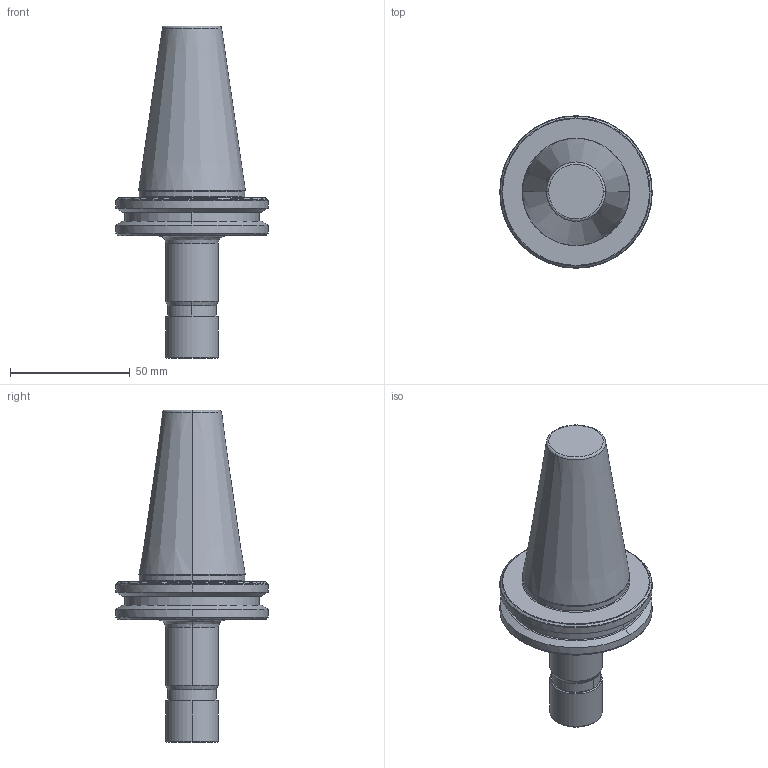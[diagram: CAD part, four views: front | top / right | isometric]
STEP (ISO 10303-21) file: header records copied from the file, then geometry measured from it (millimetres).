
FILE_DESCRIPTION (( 'STEP AP203' ), '1' );
FILE_NAME ('SK40 ER16M 070 AD+B 2.5G 25000 SL.STEP', '2019-04-27T04:06:45', ( '' ), ( '' ), 'SwSTEP 2.0', 'SolidWorks 2014', '' );
FILE_SCHEMA (( 'CONFIG_CONTROL_DESIGN' ));
Length unit declared in the file: millimetre
Products named in the file (1): SK40 ER16M 070 AD+B 2.5G 25000 SL
Bounding box: 63.5 x 63.5 x 138.4 mm (x, y, z)
Volume: 136298.5 mm3; surface area: 20375.6 mm2
Topology: 1 solids, 1 shells, 82 faces, 192 edges, 117 vertices
Faces by surface type: cone 25, bspline 20, torus 16, cylinder 14, plane 7
Entity records: 3459 total; most frequent: CARTESIAN_POINT 1648, ORIENTED_EDGE 384, DIRECTION 349, EDGE_CURVE 192, AXIS2_PLACEMENT_3D 161, VERTEX_POINT 117, CIRCLE 98, EDGE_LOOP 87
